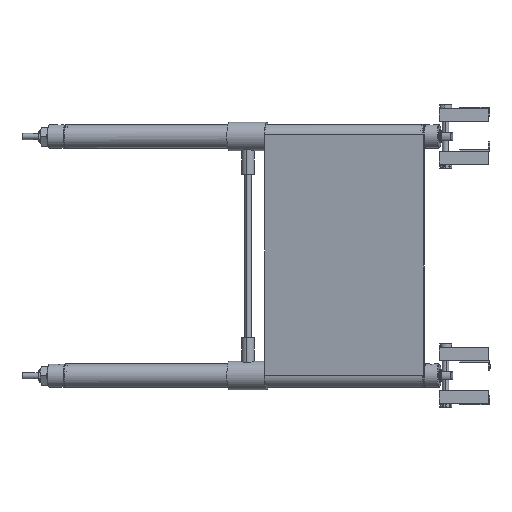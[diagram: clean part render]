
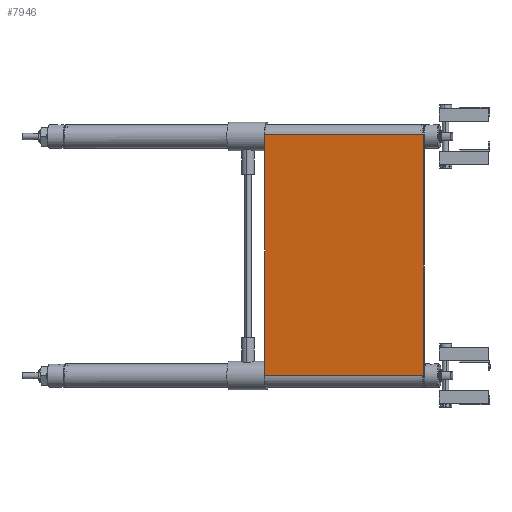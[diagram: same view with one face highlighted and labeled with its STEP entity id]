
A CAD part, top view. The second image highlights one B-rep face of the part: STEP entity #7946.
In plain terms, the highlighted face is planar.
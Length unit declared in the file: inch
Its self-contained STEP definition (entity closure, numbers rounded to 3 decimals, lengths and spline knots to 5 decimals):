
#39 = EDGE_CURVE ( 'NONE', #8476, #680, #4176, .T. ) ;
#41 = FACE_OUTER_BOUND ( 'NONE', #5347, .T. ) ;
#351 = CARTESIAN_POINT ( 'NONE',  ( 19., 0.125, 0. ) ) ;
#680 = VERTEX_POINT ( 'NONE', #7186 ) ;
#703 = VECTOR ( 'NONE', #7899, 39.37008 ) ;
#1430 = LINE ( 'NONE', #3613, #9408 ) ;
#1681 = ORIENTED_EDGE ( 'NONE', *, *, #39, .T. ) ;
#2370 = LINE ( 'NONE', #5463, #8276 ) ;
#2492 = VERTEX_POINT ( 'NONE', #6611 ) ;
#2545 = VERTEX_POINT ( 'NONE', #351 ) ;
#3053 = VECTOR ( 'NONE', #10982, 39.37008 ) ;
#3131 = EDGE_CURVE ( 'NONE', #2545, #8476, #10216, .T. ) ;
#3388 = EDGE_CURVE ( 'NONE', #2492, #2545, #2370, .T. ) ;
#3613 = CARTESIAN_POINT ( 'NONE',  ( 0., 0.125, 0. ) ) ;
#4176 = LINE ( 'NONE', #9364, #3053 ) ;
#4814 = DIRECTION ( 'NONE',  ( 0., 0., -1. ) ) ;
#5347 = EDGE_LOOP ( 'NONE', ( #6838, #9296, #9805, #1681 ) ) ;
#5463 = CARTESIAN_POINT ( 'NONE',  ( 0., 0.125, 0. ) ) ;
#5606 = PLANE ( 'NONE',  #8088 ) ;
#5980 = CARTESIAN_POINT ( 'NONE',  ( 19., 0.125, 0. ) ) ;
#6611 = CARTESIAN_POINT ( 'NONE',  ( 0., 0.125, 0. ) ) ;
#6623 = CARTESIAN_POINT ( 'NONE',  ( 0., 0.125, 0. ) ) ;
#6838 = ORIENTED_EDGE ( 'NONE', *, *, #8325, .T. ) ;
#7186 = CARTESIAN_POINT ( 'NONE',  ( 0., 0.125, -12.75 ) ) ;
#7548 = CARTESIAN_POINT ( 'NONE',  ( 19., 0.125, -12.75 ) ) ;
#7899 = DIRECTION ( 'NONE',  ( 0., 0., -1. ) ) ;
#7946 = ADVANCED_FACE ( 'NONE', ( #41 ), #5606, .F. ) ;
#8088 = AXIS2_PLACEMENT_3D ( 'NONE', #6623, #10090, #4814 ) ;
#8276 = VECTOR ( 'NONE', #10864, 39.37008 ) ;
#8325 = EDGE_CURVE ( 'NONE', #680, #2492, #1430, .T. ) ;
#8476 = VERTEX_POINT ( 'NONE', #7548 ) ;
#8808 = DIRECTION ( 'NONE',  ( 0., 0., 1. ) ) ;
#9296 = ORIENTED_EDGE ( 'NONE', *, *, #3388, .T. ) ;
#9364 = CARTESIAN_POINT ( 'NONE',  ( 0., 0.125, -12.75 ) ) ;
#9408 = VECTOR ( 'NONE', #8808, 39.37008 ) ;
#9805 = ORIENTED_EDGE ( 'NONE', *, *, #3131, .T. ) ;
#10090 = DIRECTION ( 'NONE',  ( 0., -1., 0. ) ) ;
#10216 = LINE ( 'NONE', #5980, #703 ) ;
#10864 = DIRECTION ( 'NONE',  ( 1., 0., 0. ) ) ;
#10982 = DIRECTION ( 'NONE',  ( -1., 0., 0. ) ) ;
